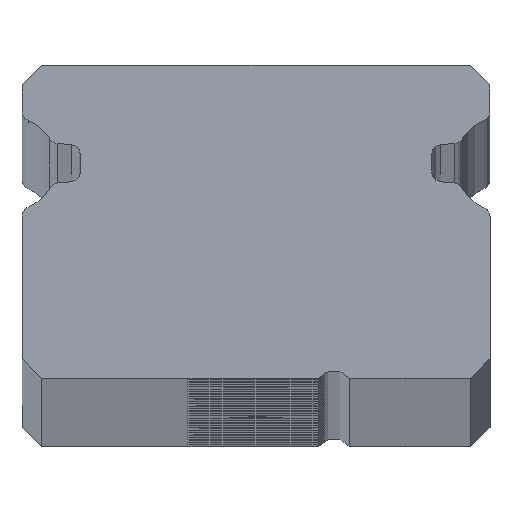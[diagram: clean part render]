
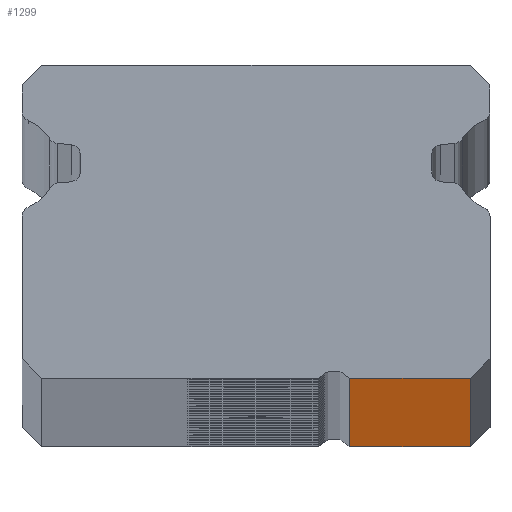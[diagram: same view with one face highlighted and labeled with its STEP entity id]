
A CAD part, top view. The second image highlights one B-rep face of the part: STEP entity #1299.
In plain terms, the highlighted planar face has unit normal (0, -1, 0).
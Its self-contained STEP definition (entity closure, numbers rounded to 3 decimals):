
#248 = DIRECTION ( 'NONE',  ( 0., 0., 1. ) ) ;
#733 = CARTESIAN_POINT ( 'NONE',  ( 2.393, -5.5, 500. ) ) ;
#1150 = LINE ( 'NONE', #4842, #6712 ) ;
#1299 = ADVANCED_FACE ( 'NONE', ( #8081 ), #2217, .F. ) ;
#1945 = LINE ( 'NONE', #733, #6563 ) ;
#1957 = EDGE_CURVE ( 'NONE', #8181, #7605, #1150, .T. ) ;
#2157 = DIRECTION ( 'NONE',  ( 0., 0., -1. ) ) ;
#2217 = PLANE ( 'NONE',  #2252 ) ;
#2252 = AXIS2_PLACEMENT_3D ( 'NONE', #4347, #8251, #248 ) ;
#2337 = DIRECTION ( 'NONE',  ( 1., 0., 0. ) ) ;
#2883 = ORIENTED_EDGE ( 'NONE', *, *, #8036, .F. ) ;
#3301 = EDGE_CURVE ( 'NONE', #7325, #7605, #5778, .T. ) ;
#3443 = DIRECTION ( 'NONE',  ( 1., 0., 0. ) ) ;
#3848 = ORIENTED_EDGE ( 'NONE', *, *, #1957, .F. ) ;
#4294 = CARTESIAN_POINT ( 'NONE',  ( 5.484, -5.5, -500. ) ) ;
#4347 = CARTESIAN_POINT ( 'NONE',  ( 2.393, -5.5, 500. ) ) ;
#4718 = DIRECTION ( 'NONE',  ( 0., 0., -1. ) ) ;
#4842 = CARTESIAN_POINT ( 'NONE',  ( 5.484, -5.5, 500. ) ) ;
#5010 = VERTEX_POINT ( 'NONE', #7431 ) ;
#5037 = EDGE_LOOP ( 'NONE', ( #8692, #3848, #2883, #5958 ) ) ;
#5778 = LINE ( 'NONE', #6288, #7880 ) ;
#5958 = ORIENTED_EDGE ( 'NONE', *, *, #6718, .T. ) ;
#6288 = CARTESIAN_POINT ( 'NONE',  ( 2.393, -5.5, -500. ) ) ;
#6312 = VECTOR ( 'NONE', #4718, 1000. ) ;
#6563 = VECTOR ( 'NONE', #3443, 1000. ) ;
#6712 = VECTOR ( 'NONE', #2157, 1000. ) ;
#6718 = EDGE_CURVE ( 'NONE', #5010, #7325, #7461, .T. ) ;
#6935 = CARTESIAN_POINT ( 'NONE',  ( 5.484, -5.5, 500. ) ) ;
#7325 = VERTEX_POINT ( 'NONE', #7934 ) ;
#7359 = CARTESIAN_POINT ( 'NONE',  ( 2.393, -5.5, 500. ) ) ;
#7431 = CARTESIAN_POINT ( 'NONE',  ( 2.393, -5.5, 500. ) ) ;
#7461 = LINE ( 'NONE', #7359, #6312 ) ;
#7605 = VERTEX_POINT ( 'NONE', #4294 ) ;
#7880 = VECTOR ( 'NONE', #2337, 1000. ) ;
#7934 = CARTESIAN_POINT ( 'NONE',  ( 2.393, -5.5, -500. ) ) ;
#8036 = EDGE_CURVE ( 'NONE', #5010, #8181, #1945, .T. ) ;
#8081 = FACE_OUTER_BOUND ( 'NONE', #5037, .T. ) ;
#8181 = VERTEX_POINT ( 'NONE', #6935 ) ;
#8251 = DIRECTION ( 'NONE',  ( 0., 1., 0. ) ) ;
#8692 = ORIENTED_EDGE ( 'NONE', *, *, #3301, .T. ) ;
